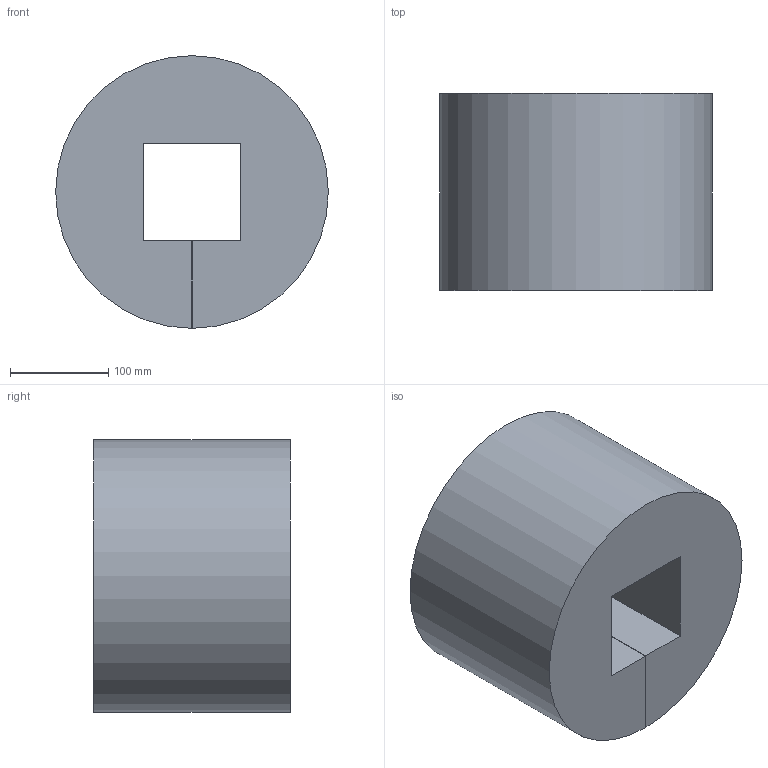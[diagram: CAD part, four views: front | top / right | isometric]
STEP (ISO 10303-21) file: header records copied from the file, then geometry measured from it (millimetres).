
FILE_DESCRIPTION((''),'2;1');
FILE_NAME('47675-M','2024-09-13T16:12:19',('goergem'),(''),'CREO PARAMETRIC BY PTC INC, 2022281','CREO PARAMETRIC BY PTC INC, 2022281','');
FILE_SCHEMA(('AUTOMOTIVE_DESIGN { 1 0 10303 214 1 1 1 1 }'));
Length unit declared in the file: millimetre
Products named in the file (1): 47675-M
Bounding box: 277 x 200 x 277 mm (x, y, z)
Volume: 10074563.2 mm3; surface area: 389189.5 mm2
Topology: 1 solids, 1 shells, 10 faces, 30 edges, 22 vertices
Faces by surface type: plane 9, cylinder 1
Entity records: 1032 total; most frequent: COLOUR_RGB 211, DIRECTION 78, CARTESIAN_POINT 73, PROPERTY_DEFINITION 63, REPRESENTATION 62, PROPERTY_DEFINITION_REPRESENTATION 62, DESCRIPTIVE_REPRESENTATION_ITEM 55, GENERAL_PROPERTY 54
